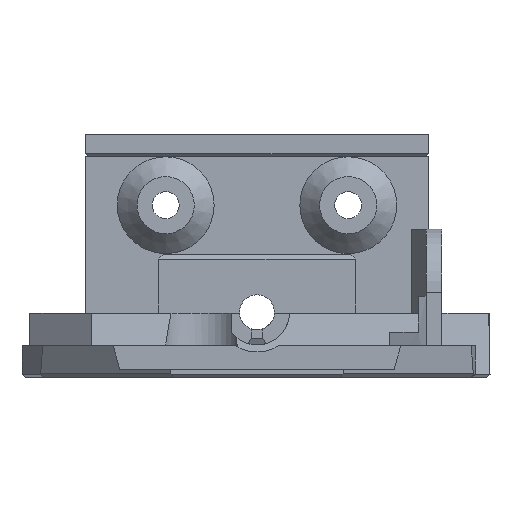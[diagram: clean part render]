
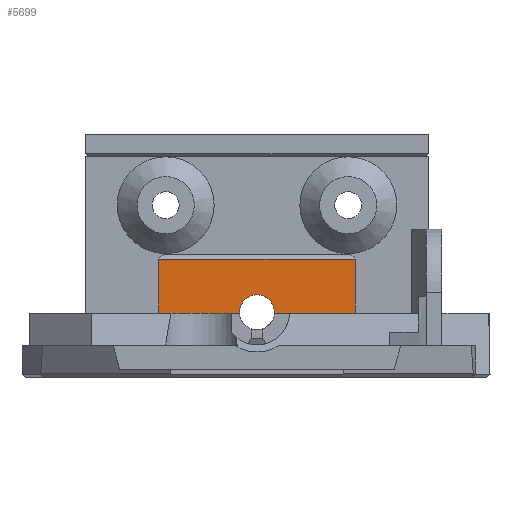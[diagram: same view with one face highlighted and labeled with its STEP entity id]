
A CAD part, front view. The second image highlights one B-rep face of the part: STEP entity #5699.
In plain terms, the highlighted planar face has unit normal (0, -1, 0).
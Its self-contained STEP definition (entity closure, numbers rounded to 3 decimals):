
#267 = VECTOR ( 'NONE', #6259, 1000. ) ;
#483 = DIRECTION ( 'NONE',  ( 0., 0., -1. ) ) ;
#670 = PLANE ( 'NONE',  #3024 ) ;
#698 = DIRECTION ( 'NONE',  ( 0., -1., 0. ) ) ;
#796 = EDGE_CURVE ( 'NONE', #5931, #9314, #4639, .T. ) ;
#1050 = CARTESIAN_POINT ( 'NONE',  ( 126.699, -147.605, 130.8 ) ) ;
#1170 = ORIENTED_EDGE ( 'NONE', *, *, #1683, .F. ) ;
#1525 = FACE_OUTER_BOUND ( 'NONE', #8264, .T. ) ;
#1577 = DIRECTION ( 'NONE',  ( 0., 1., 0. ) ) ;
#1683 = EDGE_CURVE ( 'NONE', #8298, #5931, #5491, .T. ) ;
#2542 = LINE ( 'NONE', #5855, #7401 ) ;
#2554 = LINE ( 'NONE', #7555, #9309 ) ;
#2610 = DIRECTION ( 'NONE',  ( -1., 0., 0. ) ) ;
#2808 = ORIENTED_EDGE ( 'NONE', *, *, #796, .F. ) ;
#2829 = EDGE_CURVE ( 'NONE', #9355, #8298, #7000, .T. ) ;
#3024 = AXIS2_PLACEMENT_3D ( 'NONE', #10177, #1577, #10846 ) ;
#3063 = EDGE_CURVE ( 'NONE', #7512, #9355, #2554, .T. ) ;
#3352 = ORIENTED_EDGE ( 'NONE', *, *, #3063, .F. ) ;
#3630 = ORIENTED_EDGE ( 'NONE', *, *, #2829, .F. ) ;
#3870 = CARTESIAN_POINT ( 'NONE',  ( 114.299, -147.605, 138.2 ) ) ;
#4210 = ORIENTED_EDGE ( 'NONE', *, *, #8921, .T. ) ;
#4639 = LINE ( 'NONE', #9528, #267 ) ;
#5231 = CARTESIAN_POINT ( 'NONE',  ( 124.502, -147.605, 130.8 ) ) ;
#5310 = VERTEX_POINT ( 'NONE', #7859 ) ;
#5413 = CARTESIAN_POINT ( 'NONE',  ( 139.099, -147.605, 137.6 ) ) ;
#5418 = VECTOR ( 'NONE', #483, 1000. ) ;
#5491 = CIRCLE ( 'NONE', #8007, 2.2 ) ;
#5657 = CARTESIAN_POINT ( 'NONE',  ( 126.699, -147.605, 130.9 ) ) ;
#5699 = ADVANCED_FACE ( 'NONE', ( #1525 ), #670, .F. ) ;
#5815 = DIRECTION ( 'NONE',  ( 0., 0., -1. ) ) ;
#5855 = CARTESIAN_POINT ( 'NONE',  ( 114.299, -147.605, 137.6 ) ) ;
#5931 = VERTEX_POINT ( 'NONE', #5231 ) ;
#5938 = CARTESIAN_POINT ( 'NONE',  ( 128.897, -147.605, 130.8 ) ) ;
#5958 = DIRECTION ( 'NONE',  ( -1., 0., 0. ) ) ;
#6259 = DIRECTION ( 'NONE',  ( -1., 0., 0. ) ) ;
#6263 = ORIENTED_EDGE ( 'NONE', *, *, #8468, .T. ) ;
#6608 = LINE ( 'NONE', #3870, #5418 ) ;
#7000 = LINE ( 'NONE', #1050, #7683 ) ;
#7401 = VECTOR ( 'NONE', #5958, 1000. ) ;
#7512 = VERTEX_POINT ( 'NONE', #5413 ) ;
#7555 = CARTESIAN_POINT ( 'NONE',  ( 139.099, -147.605, 138.2 ) ) ;
#7683 = VECTOR ( 'NONE', #10430, 1000. ) ;
#7859 = CARTESIAN_POINT ( 'NONE',  ( 114.299, -147.605, 137.6 ) ) ;
#8007 = AXIS2_PLACEMENT_3D ( 'NONE', #5657, #698, #2610 ) ;
#8264 = EDGE_LOOP ( 'NONE', ( #3352, #4210, #6263, #2808, #1170, #3630 ) ) ;
#8298 = VERTEX_POINT ( 'NONE', #5938 ) ;
#8468 = EDGE_CURVE ( 'NONE', #5310, #9314, #6608, .T. ) ;
#8590 = CARTESIAN_POINT ( 'NONE',  ( 114.299, -147.605, 130.8 ) ) ;
#8921 = EDGE_CURVE ( 'NONE', #7512, #5310, #2542, .T. ) ;
#9309 = VECTOR ( 'NONE', #5815, 1000. ) ;
#9314 = VERTEX_POINT ( 'NONE', #8590 ) ;
#9355 = VERTEX_POINT ( 'NONE', #10180 ) ;
#9528 = CARTESIAN_POINT ( 'NONE',  ( 126.699, -147.605, 130.8 ) ) ;
#10177 = CARTESIAN_POINT ( 'NONE',  ( 139.099, -147.605, 138.2 ) ) ;
#10180 = CARTESIAN_POINT ( 'NONE',  ( 139.099, -147.605, 130.8 ) ) ;
#10430 = DIRECTION ( 'NONE',  ( -1., 0., 0. ) ) ;
#10846 = DIRECTION ( 'NONE',  ( 0., 0., 1. ) ) ;
